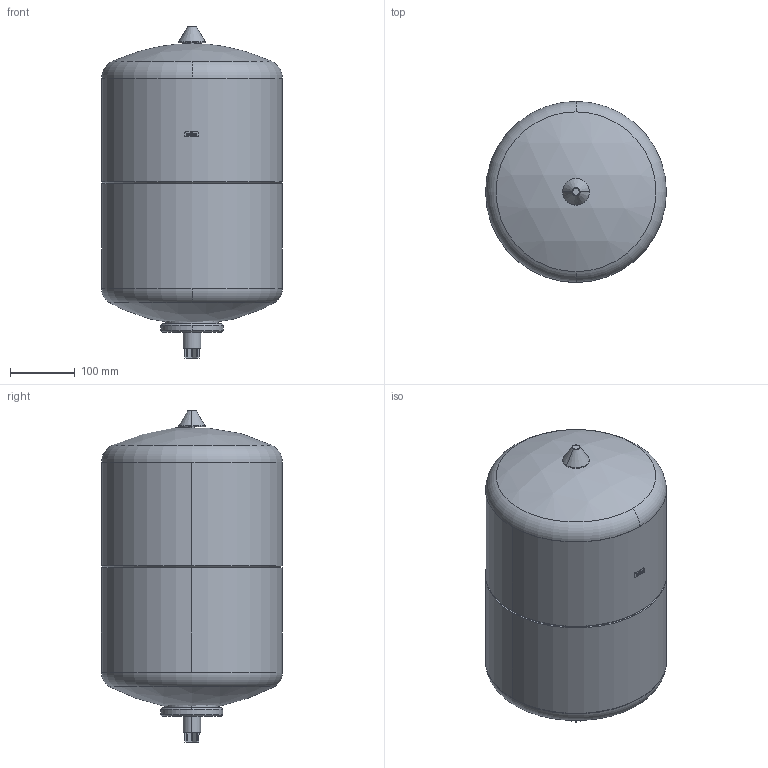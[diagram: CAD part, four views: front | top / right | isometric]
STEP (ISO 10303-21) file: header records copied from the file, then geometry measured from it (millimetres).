
FILE_DESCRIPTION((''),'2;1');
FILE_NAME('3d_DD25_10bar_green-7308400.stp','2009-12-29T14:03:42',(''),(''),'Mechanical Desktop 2008','Mechanical Desktop 2008',', , ');
FILE_SCHEMA(('CONFIG_CONTROL_DESIGN'));
Length unit declared in the file: millimetre
Products named in the file (1): Product
Bounding box: 280 x 280.32 x 514 mm (x, y, z)
Volume: 24544689.8 mm3; surface area: 737380.6 mm2
Topology: 14 solids, 14 shells, 217 faces, 527 edges, 345 vertices
Faces by surface type: plane 129, cylinder 46, torus 18, cone 16, bspline 6, sphere 2
Entity records: 6671 total; most frequent: CARTESIAN_POINT 1352, DIRECTION 1124, ORIENTED_EDGE 1050, EDGE_CURVE 525, AXIS2_PLACEMENT_3D 387, VECTOR 350, LINE 350, VERTEX_POINT 344
